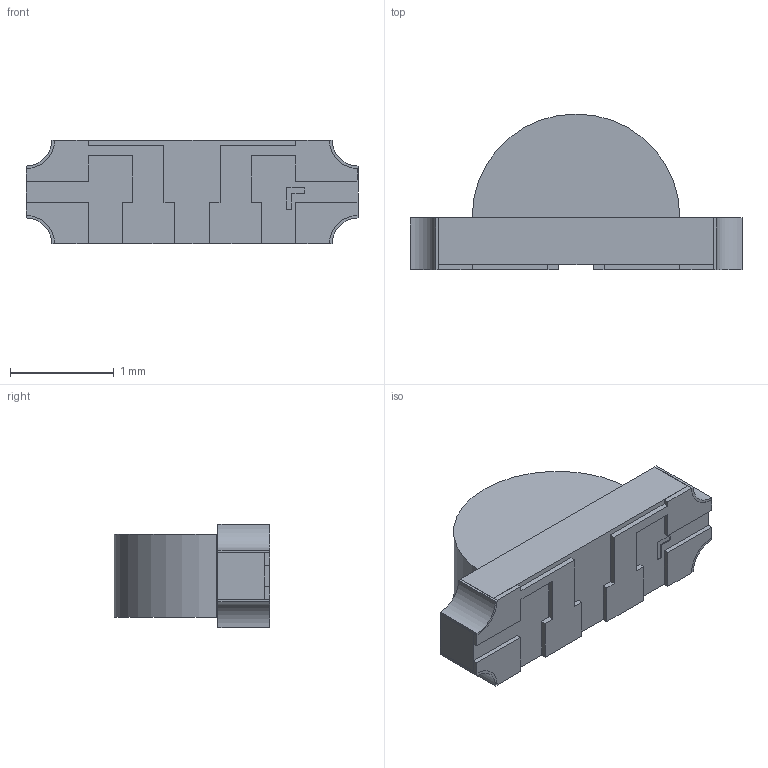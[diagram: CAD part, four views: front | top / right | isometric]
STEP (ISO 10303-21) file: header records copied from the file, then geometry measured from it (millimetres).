
FILE_DESCRIPTION (( 'STEP AP214' ), '1' );
FILE_NAME ('LED-SMD_4P-L3.2-W1.5-FD_WS2812B_SIDE.STEP', '2022-03-24T16:33:15', ( '' ), ( '' ), 'SwSTEP 2.0', 'SolidWorks 2018', '' );
FILE_SCHEMA (( 'AUTOMOTIVE_DESIGN' ));
Length unit declared in the file: millimetre
Products named in the file (1): LED-SMD_4P-L3.2-W1.5-FD_WS2812B_SIDE
Bounding box: 3.2 x 1.5 x 1 mm (x, y, z)
Volume: 2.7 mm3; surface area: 22.5 mm2
Topology: 10 solids, 10 shells, 164 faces, 405 edges, 270 vertices
Faces by surface type: plane 132, cylinder 18, bspline 14
Entity records: 6737 total; most frequent: CARTESIAN_POINT 1638, ORIENTED_EDGE 810, DIRECTION 719, EDGE_CURVE 405, VECTOR 337, LINE 337, VERTEX_POINT 270, AXIS2_PLACEMENT_3D 191
